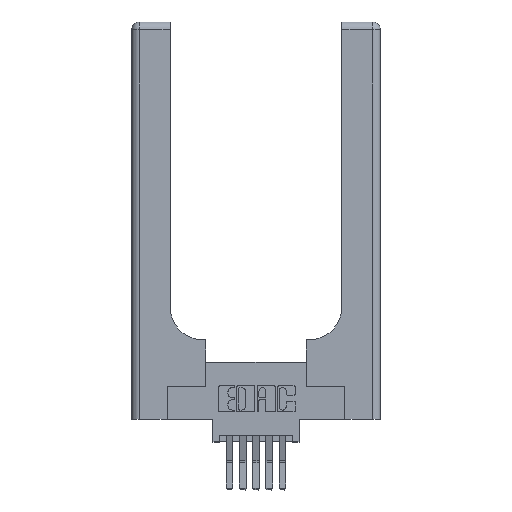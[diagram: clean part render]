
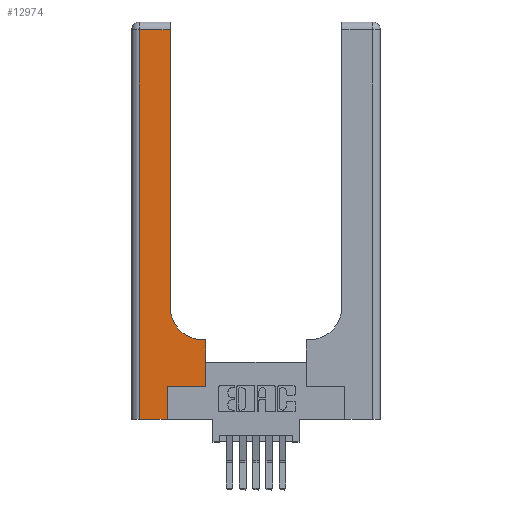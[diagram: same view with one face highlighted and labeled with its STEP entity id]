
A CAD part, top view. The second image highlights one B-rep face of the part: STEP entity #12974.
In plain terms, the highlighted planar face has unit normal (0, 0, 1).
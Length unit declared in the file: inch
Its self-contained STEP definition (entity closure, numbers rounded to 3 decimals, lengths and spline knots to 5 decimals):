
#124 = LINE ( 'NONE', #9405, #9456 ) ;
#165 = VECTOR ( 'NONE', #13387, 39.37008 ) ;
#302 = CARTESIAN_POINT ( 'NONE',  ( 0.269, 0.25, 0.37 ) ) ;
#471 = VERTEX_POINT ( 'NONE', #8668 ) ;
#733 = ORIENTED_EDGE ( 'NONE', *, *, #10667, .T. ) ;
#814 = EDGE_CURVE ( 'NONE', #8813, #471, #8794, .T. ) ;
#978 = LINE ( 'NONE', #12128, #13919 ) ;
#1069 = ORIENTED_EDGE ( 'NONE', *, *, #3512, .T. ) ;
#1211 = ORIENTED_EDGE ( 'NONE', *, *, #6025, .T. ) ;
#1783 = CARTESIAN_POINT ( 'NONE',  ( 0.2915, 0.6, 0.37 ) ) ;
#1886 = EDGE_CURVE ( 'NONE', #8017, #2482, #978, .T. ) ;
#2482 = VERTEX_POINT ( 'NONE', #6953 ) ;
#2553 = ORIENTED_EDGE ( 'NONE', *, *, #1886, .T. ) ;
#2659 = LINE ( 'NONE', #5822, #10464 ) ;
#2689 = CARTESIAN_POINT ( 'NONE',  ( 0.06, 2.94, 0.37 ) ) ;
#2761 = DIRECTION ( 'NONE',  ( -1., 0., 0. ) ) ;
#2870 = EDGE_LOOP ( 'NONE', ( #12325, #733, #3366, #2553, #1211, #1069, #10088, #11076, #5141 ) ) ;
#3031 = CARTESIAN_POINT ( 'NONE',  ( 0.2915, 2.94, 0.37 ) ) ;
#3073 = LINE ( 'NONE', #13055, #4825 ) ;
#3366 = ORIENTED_EDGE ( 'NONE', *, *, #3888, .T. ) ;
#3512 = EDGE_CURVE ( 'NONE', #4251, #8813, #3073, .T. ) ;
#3888 = EDGE_CURVE ( 'NONE', #6706, #8017, #6184, .T. ) ;
#4062 = LINE ( 'NONE', #1783, #12548 ) ;
#4185 = DIRECTION ( 'NONE',  ( 1., 0., 0. ) ) ;
#4251 = VERTEX_POINT ( 'NONE', #302 ) ;
#4343 = DIRECTION ( 'NONE',  ( 1., 0., 0. ) ) ;
#4640 = DIRECTION ( 'NONE',  ( 0., 1., 0. ) ) ;
#4648 = AXIS2_PLACEMENT_3D ( 'NONE', #12982, #6297, #7411 ) ;
#4753 = VERTEX_POINT ( 'NONE', #11770 ) ;
#4825 = VECTOR ( 'NONE', #9789, 39.37008 ) ;
#4993 = CARTESIAN_POINT ( 'NONE',  ( 0.5585, 0.25, 0.37 ) ) ;
#5045 = DIRECTION ( 'NONE',  ( 0., -1., 0. ) ) ;
#5141 = ORIENTED_EDGE ( 'NONE', *, *, #8164, .T. ) ;
#5348 = CARTESIAN_POINT ( 'NONE',  ( 0.5415, 0.85, 0.37 ) ) ;
#5597 = EDGE_CURVE ( 'NONE', #10141, #14197, #6131, .T. ) ;
#5822 = CARTESIAN_POINT ( 'NONE',  ( 0.269, 0., 0.37 ) ) ;
#6025 = EDGE_CURVE ( 'NONE', #2482, #4251, #2659, .T. ) ;
#6131 = LINE ( 'NONE', #11282, #8389 ) ;
#6176 = EDGE_CURVE ( 'NONE', #471, #4753, #4062, .T. ) ;
#6184 = LINE ( 'NONE', #7369, #9314 ) ;
#6297 = DIRECTION ( 'NONE',  ( 0., 0., -1. ) ) ;
#6706 = VERTEX_POINT ( 'NONE', #2689 ) ;
#6953 = CARTESIAN_POINT ( 'NONE',  ( 0.269, 0., 0.37 ) ) ;
#7255 = DIRECTION ( 'NONE',  ( -1., 0., 0. ) ) ;
#7369 = CARTESIAN_POINT ( 'NONE',  ( 0.06, 3., 0.37 ) ) ;
#7411 = DIRECTION ( 'NONE',  ( -1., 0., 0. ) ) ;
#8017 = VERTEX_POINT ( 'NONE', #12725 ) ;
#8164 = EDGE_CURVE ( 'NONE', #4753, #10141, #10247, .T. ) ;
#8389 = VECTOR ( 'NONE', #4640, 39.37008 ) ;
#8668 = CARTESIAN_POINT ( 'NONE',  ( 0.5585, 0.6, 0.37 ) ) ;
#8794 = LINE ( 'NONE', #9145, #165 ) ;
#8813 = VERTEX_POINT ( 'NONE', #4993 ) ;
#9145 = CARTESIAN_POINT ( 'NONE',  ( 0.5585, 0.25, 0.37 ) ) ;
#9177 = DIRECTION ( 'NONE',  ( 0., 1., 0. ) ) ;
#9314 = VECTOR ( 'NONE', #5045, 39.37008 ) ;
#9405 = CARTESIAN_POINT ( 'NONE',  ( 0., 2.94, 0.37 ) ) ;
#9456 = VECTOR ( 'NONE', #2761, 39.37008 ) ;
#9789 = DIRECTION ( 'NONE',  ( 1., 0., 0. ) ) ;
#10088 = ORIENTED_EDGE ( 'NONE', *, *, #814, .T. ) ;
#10141 = VERTEX_POINT ( 'NONE', #12713 ) ;
#10247 = CIRCLE ( 'NONE', #11288, 0.25 ) ;
#10464 = VECTOR ( 'NONE', #9177, 39.37008 ) ;
#10667 = EDGE_CURVE ( 'NONE', #14197, #6706, #124, .T. ) ;
#10877 = DIRECTION ( 'NONE',  ( 0., 0., -1. ) ) ;
#11076 = ORIENTED_EDGE ( 'NONE', *, *, #6176, .T. ) ;
#11282 = CARTESIAN_POINT ( 'NONE',  ( 0.2915, 3., 0.37 ) ) ;
#11288 = AXIS2_PLACEMENT_3D ( 'NONE', #5348, #10877, #4343 ) ;
#11770 = CARTESIAN_POINT ( 'NONE',  ( 0.5415, 0.6, 0.37 ) ) ;
#12128 = CARTESIAN_POINT ( 'NONE',  ( 0., 0., 0.37 ) ) ;
#12325 = ORIENTED_EDGE ( 'NONE', *, *, #5597, .T. ) ;
#12548 = VECTOR ( 'NONE', #7255, 39.37008 ) ;
#12713 = CARTESIAN_POINT ( 'NONE',  ( 0.2915, 0.85, 0.37 ) ) ;
#12725 = CARTESIAN_POINT ( 'NONE',  ( 0.06, 0., 0.37 ) ) ;
#12941 = PLANE ( 'NONE',  #4648 ) ;
#12974 = ADVANCED_FACE ( 'NONE', ( #13199 ), #12941, .F. ) ;
#12982 = CARTESIAN_POINT ( 'NONE',  ( 0., 3., 0.37 ) ) ;
#13055 = CARTESIAN_POINT ( 'NONE',  ( 0.269, 0.25, 0.37 ) ) ;
#13199 = FACE_OUTER_BOUND ( 'NONE', #2870, .T. ) ;
#13387 = DIRECTION ( 'NONE',  ( 0., 1., 0. ) ) ;
#13919 = VECTOR ( 'NONE', #4185, 39.37008 ) ;
#14197 = VERTEX_POINT ( 'NONE', #3031 ) ;
